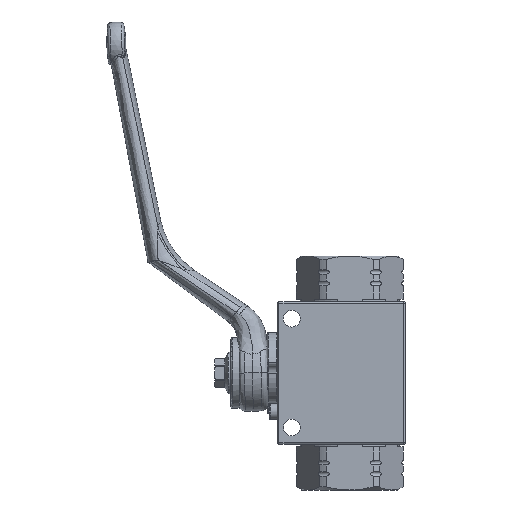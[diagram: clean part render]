
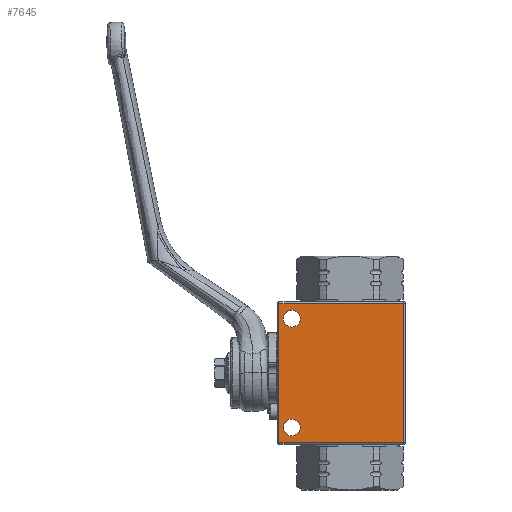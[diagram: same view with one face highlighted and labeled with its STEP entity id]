
A CAD part, left-side view. The second image highlights one B-rep face of the part: STEP entity #7645.
In plain terms, the highlighted planar face has unit normal (-1, 0, 0).
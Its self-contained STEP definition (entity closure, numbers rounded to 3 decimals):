
#468=FACE_BOUND('',#1260,.T.);
#469=FACE_BOUND('',#1261,.T.);
#510=PLANE('',#8246);
#828=FACE_OUTER_BOUND('',#1259,.T.);
#1259=EDGE_LOOP('',(#5297,#5298,#5299,#5300));
#1260=EDGE_LOOP('',(#5301));
#1261=EDGE_LOOP('',(#5302));
#1676=LINE('',#11877,#2056);
#1682=LINE('',#11914,#2062);
#1694=LINE('',#11946,#2074);
#1696=LINE('',#11949,#2076);
#2056=VECTOR('',#9352,10.);
#2062=VECTOR('',#9396,10.);
#2074=VECTOR('',#9436,10.);
#2076=VECTOR('',#9440,10.);
#2475=CIRCLE('',#8193,2.625);
#2478=CIRCLE('',#8197,2.625);
#2992=VERTEX_POINT('',#11850);
#2995=VERTEX_POINT('',#11858);
#2996=VERTEX_POINT('',#11862);
#3001=VERTEX_POINT('',#11872);
#3007=VERTEX_POINT('',#11889);
#3011=VERTEX_POINT('',#11906);
#3817=EDGE_CURVE('',#2992,#2992,#2475,.T.);
#3821=EDGE_CURVE('',#2995,#2995,#2478,.T.);
#3829=EDGE_CURVE('',#2996,#3001,#1676,.T.);
#3847=EDGE_CURVE('',#3011,#3007,#1682,.T.);
#3865=EDGE_CURVE('',#3001,#3011,#1694,.T.);
#3867=EDGE_CURVE('',#3007,#2996,#1696,.T.);
#5297=ORIENTED_EDGE('',*,*,#3847,.F.);
#5298=ORIENTED_EDGE('',*,*,#3865,.F.);
#5299=ORIENTED_EDGE('',*,*,#3829,.F.);
#5300=ORIENTED_EDGE('',*,*,#3867,.F.);
#5301=ORIENTED_EDGE('',*,*,#3817,.T.);
#5302=ORIENTED_EDGE('',*,*,#3821,.T.);
#7645=ADVANCED_FACE('',(#828,#468,#469),#510,.T.);
#8193=AXIS2_PLACEMENT_3D('',#11852,#9322,#9323);
#8197=AXIS2_PLACEMENT_3D('',#11860,#9331,#9332);
#8246=AXIS2_PLACEMENT_3D('',#11959,#9453,#9454);
#9322=DIRECTION('center_axis',(1.,0.,0.));
#9323=DIRECTION('ref_axis',(0.,0.,-1.));
#9331=DIRECTION('center_axis',(1.,0.,0.));
#9332=DIRECTION('ref_axis',(0.,0.,-1.));
#9352=DIRECTION('',(0.,0.,-1.));
#9396=DIRECTION('',(0.,0.,1.));
#9436=DIRECTION('',(0.,1.,0.));
#9440=DIRECTION('',(0.,-1.,0.));
#9453=DIRECTION('center_axis',(-1.,0.,0.));
#9454=DIRECTION('ref_axis',(0.,-1.,0.));
#11850=CARTESIAN_POINT('',(-18.745,18.333,19.625));
#11852=CARTESIAN_POINT('Origin',(-18.745,18.333,17.));
#11858=CARTESIAN_POINT('',(-18.745,18.333,-14.375));
#11860=CARTESIAN_POINT('Origin',(-18.745,18.333,-17.));
#11862=CARTESIAN_POINT('',(-18.745,-16.667,21.7));
#11872=CARTESIAN_POINT('',(-18.745,-16.667,-21.7));
#11877=CARTESIAN_POINT('',(-18.745,-16.667,0.));
#11889=CARTESIAN_POINT('',(-18.745,22.333,21.7));
#11906=CARTESIAN_POINT('',(-18.745,22.333,-21.7));
#11914=CARTESIAN_POINT('',(-18.745,22.333,0.));
#11946=CARTESIAN_POINT('',(-18.745,12.833,-21.7));
#11949=CARTESIAN_POINT('',(-18.745,12.833,21.7));
#11959=CARTESIAN_POINT('Origin',(-18.745,22.833,0.));
